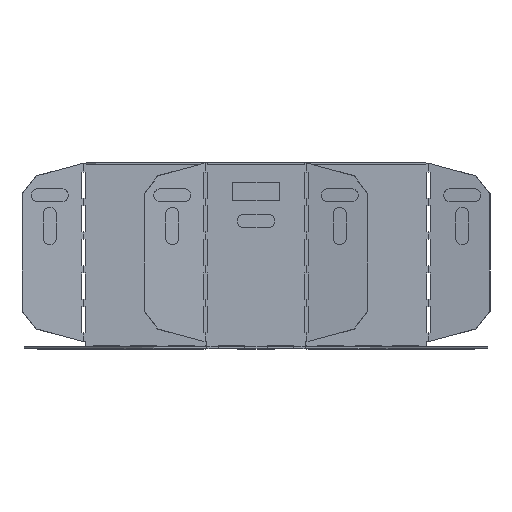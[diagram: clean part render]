
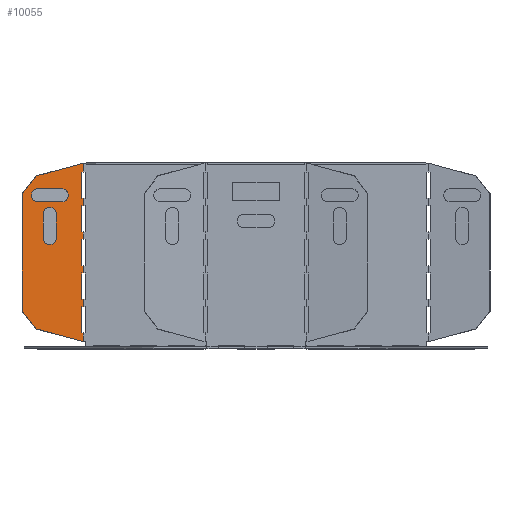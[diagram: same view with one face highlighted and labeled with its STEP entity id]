
A CAD part, front view. The second image highlights one B-rep face of the part: STEP entity #10055.
In plain terms, the highlighted planar face has unit normal (0.131, -0.991, 0).
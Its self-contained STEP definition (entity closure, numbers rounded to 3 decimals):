
#389=FACE_OUTER_BOUND('',#799,.T.);
#799=EDGE_LOOP('',(#7955,#7956,#7957,#7958,#7959,#7960,#7961,#7962,#7963,
#7964,#7965,#7966,#7967,#7968,#7969,#7970,#7971,#7972,#7973,#7974,#7975,
#7976,#7977,#7978,#7979,#7980,#7981,#7982));
#1622=LINE('',#15056,#3042);
#1625=LINE('',#15061,#3045);
#1629=LINE('',#15069,#3049);
#1633=LINE('',#15077,#3053);
#1637=LINE('',#15085,#3057);
#1641=LINE('',#15093,#3061);
#1881=LINE('',#15549,#3301);
#1887=LINE('',#15559,#3307);
#1888=LINE('',#15562,#3308);
#1895=LINE('',#15573,#3315);
#1896=LINE('',#15576,#3316);
#1900=LINE('',#15583,#3320);
#1904=LINE('',#15590,#3324);
#1910=LINE('',#15600,#3330);
#1911=LINE('',#15604,#3331);
#1912=LINE('',#15606,#3332);
#1913=LINE('',#15608,#3333);
#1914=LINE('',#15609,#3334);
#1915=LINE('',#15610,#3335);
#1916=LINE('',#15611,#3336);
#1917=LINE('',#15613,#3337);
#1918=LINE('',#15614,#3338);
#1919=LINE('',#15616,#3339);
#1920=LINE('',#15617,#3340);
#1921=LINE('',#15619,#3341);
#1922=LINE('',#15621,#3342);
#1923=LINE('',#15622,#3343);
#1924=LINE('',#15623,#3344);
#3042=VECTOR('',#12159,1.);
#3045=VECTOR('',#12162,1.);
#3049=VECTOR('',#12166,1.);
#3053=VECTOR('',#12170,1.);
#3057=VECTOR('',#12174,1.);
#3061=VECTOR('',#12178,1.);
#3301=VECTOR('',#12484,1.);
#3307=VECTOR('',#12492,1.);
#3308=VECTOR('',#12495,1.);
#3315=VECTOR('',#12504,1.);
#3316=VECTOR('',#12507,1.);
#3320=VECTOR('',#12513,1.);
#3324=VECTOR('',#12519,1.);
#3330=VECTOR('',#12527,1.);
#3331=VECTOR('',#12530,1.);
#3332=VECTOR('',#12531,1.);
#3333=VECTOR('',#12532,1.);
#3334=VECTOR('',#12533,1.);
#3335=VECTOR('',#12534,1.);
#3336=VECTOR('',#12535,1.);
#3337=VECTOR('',#12536,1.);
#3338=VECTOR('',#12537,1.);
#3339=VECTOR('',#12538,1.);
#3340=VECTOR('',#12539,1.);
#3341=VECTOR('',#12540,1.);
#3342=VECTOR('',#12541,1.);
#3343=VECTOR('',#12542,1.);
#3344=VECTOR('',#12543,1.);
#4559=VERTEX_POINT('',#15053);
#4560=VERTEX_POINT('',#15055);
#4561=VERTEX_POINT('',#15058);
#4562=VERTEX_POINT('',#15060);
#4565=VERTEX_POINT('',#15066);
#4566=VERTEX_POINT('',#15068);
#4569=VERTEX_POINT('',#15074);
#4570=VERTEX_POINT('',#15076);
#4573=VERTEX_POINT('',#15082);
#4574=VERTEX_POINT('',#15084);
#4577=VERTEX_POINT('',#15090);
#4578=VERTEX_POINT('',#15092);
#4761=VERTEX_POINT('',#15548);
#4764=VERTEX_POINT('',#15557);
#4765=VERTEX_POINT('',#15561);
#4768=VERTEX_POINT('',#15571);
#4769=VERTEX_POINT('',#15575);
#4771=VERTEX_POINT('',#15582);
#4773=VERTEX_POINT('',#15589);
#4776=VERTEX_POINT('',#15598);
#4777=VERTEX_POINT('',#15602);
#4778=VERTEX_POINT('',#15603);
#4779=VERTEX_POINT('',#15605);
#4780=VERTEX_POINT('',#15607);
#4781=VERTEX_POINT('',#15612);
#4782=VERTEX_POINT('',#15615);
#4783=VERTEX_POINT('',#15618);
#4784=VERTEX_POINT('',#15620);
#5932=EDGE_CURVE('',#4559,#4560,#1622,.T.);
#5935=EDGE_CURVE('',#4561,#4562,#1625,.T.);
#5939=EDGE_CURVE('',#4565,#4566,#1629,.T.);
#5943=EDGE_CURVE('',#4569,#4570,#1633,.T.);
#5947=EDGE_CURVE('',#4573,#4574,#1637,.T.);
#5951=EDGE_CURVE('',#4577,#4578,#1641,.T.);
#6191=EDGE_CURVE('',#4578,#4761,#1881,.T.);
#6197=EDGE_CURVE('',#4577,#4764,#1887,.T.);
#6198=EDGE_CURVE('',#4765,#4574,#1888,.T.);
#6205=EDGE_CURVE('',#4573,#4768,#1895,.T.);
#6206=EDGE_CURVE('',#4769,#4570,#1896,.T.);
#6210=EDGE_CURVE('',#4771,#4566,#1900,.T.);
#6214=EDGE_CURVE('',#4773,#4562,#1904,.T.);
#6220=EDGE_CURVE('',#4776,#4559,#1910,.T.);
#6221=EDGE_CURVE('',#4777,#4778,#1911,.T.);
#6222=EDGE_CURVE('',#4778,#4779,#1912,.T.);
#6223=EDGE_CURVE('',#4779,#4780,#1913,.T.);
#6224=EDGE_CURVE('',#4780,#4761,#1914,.T.);
#6225=EDGE_CURVE('',#4765,#4764,#1915,.T.);
#6226=EDGE_CURVE('',#4769,#4768,#1916,.T.);
#6227=EDGE_CURVE('',#4569,#4781,#1917,.T.);
#6228=EDGE_CURVE('',#4771,#4781,#1918,.T.);
#6229=EDGE_CURVE('',#4565,#4782,#1919,.T.);
#6230=EDGE_CURVE('',#4773,#4782,#1920,.T.);
#6231=EDGE_CURVE('',#4561,#4783,#1921,.T.);
#6232=EDGE_CURVE('',#4784,#4783,#1922,.T.);
#6233=EDGE_CURVE('',#4784,#4560,#1923,.T.);
#6234=EDGE_CURVE('',#4776,#4777,#1924,.T.);
#7955=ORIENTED_EDGE('',*,*,#6221,.T.);
#7956=ORIENTED_EDGE('',*,*,#6222,.T.);
#7957=ORIENTED_EDGE('',*,*,#6223,.T.);
#7958=ORIENTED_EDGE('',*,*,#6224,.T.);
#7959=ORIENTED_EDGE('',*,*,#6191,.F.);
#7960=ORIENTED_EDGE('',*,*,#5951,.F.);
#7961=ORIENTED_EDGE('',*,*,#6197,.T.);
#7962=ORIENTED_EDGE('',*,*,#6225,.F.);
#7963=ORIENTED_EDGE('',*,*,#6198,.T.);
#7964=ORIENTED_EDGE('',*,*,#5947,.F.);
#7965=ORIENTED_EDGE('',*,*,#6205,.T.);
#7966=ORIENTED_EDGE('',*,*,#6226,.F.);
#7967=ORIENTED_EDGE('',*,*,#6206,.T.);
#7968=ORIENTED_EDGE('',*,*,#5943,.F.);
#7969=ORIENTED_EDGE('',*,*,#6227,.T.);
#7970=ORIENTED_EDGE('',*,*,#6228,.F.);
#7971=ORIENTED_EDGE('',*,*,#6210,.T.);
#7972=ORIENTED_EDGE('',*,*,#5939,.F.);
#7973=ORIENTED_EDGE('',*,*,#6229,.T.);
#7974=ORIENTED_EDGE('',*,*,#6230,.F.);
#7975=ORIENTED_EDGE('',*,*,#6214,.T.);
#7976=ORIENTED_EDGE('',*,*,#5935,.F.);
#7977=ORIENTED_EDGE('',*,*,#6231,.T.);
#7978=ORIENTED_EDGE('',*,*,#6232,.F.);
#7979=ORIENTED_EDGE('',*,*,#6233,.T.);
#7980=ORIENTED_EDGE('',*,*,#5932,.F.);
#7981=ORIENTED_EDGE('',*,*,#6220,.F.);
#7982=ORIENTED_EDGE('',*,*,#6234,.T.);
#9645=PLANE('',#10996);
#10055=ADVANCED_FACE('',(#389),#9645,.F.);
#10996=AXIS2_PLACEMENT_3D('',#15601,#12528,#12529);
#12159=DIRECTION('',(0.,0.,-1.));
#12162=DIRECTION('',(0.,0.,-1.));
#12166=DIRECTION('',(0.,0.,-1.));
#12170=DIRECTION('',(0.,0.,-1.));
#12174=DIRECTION('',(0.,0.,-1.));
#12178=DIRECTION('',(0.,0.,-1.));
#12484=DIRECTION('',(-0.991,-0.131,0.));
#12492=DIRECTION('',(-0.991,-0.131,0.));
#12495=DIRECTION('',(0.991,0.131,0.));
#12504=DIRECTION('',(-0.991,-0.131,0.));
#12507=DIRECTION('',(0.991,0.131,0.));
#12513=DIRECTION('',(0.991,0.131,0.));
#12519=DIRECTION('',(0.991,0.131,0.));
#12527=DIRECTION('',(0.991,0.131,0.));
#12528=DIRECTION('center_axis',(-0.131,0.991,0.));
#12529=DIRECTION('ref_axis',(0.,0.,
-1.));
#12530=DIRECTION('',(-0.61,-0.08,-0.788));
#12531=DIRECTION('',(0.,0.,-1.));
#12532=DIRECTION('',(0.61,0.08,-0.788));
#12533=DIRECTION('',(0.958,0.126,-0.259));
#12534=DIRECTION('',(0.,0.,-1.));
#12535=DIRECTION('',(0.,0.,-1.));
#12536=DIRECTION('',(-0.991,-0.131,0.));
#12537=DIRECTION('',(0.,0.,-1.));
#12538=DIRECTION('',(-0.991,-0.131,0.));
#12539=DIRECTION('',(0.,0.,-1.));
#12540=DIRECTION('',(-0.991,-0.131,0.));
#12541=DIRECTION('',(0.,0.,-1.));
#12542=DIRECTION('',(0.991,0.131,0.));
#12543=DIRECTION('',(-0.958,-0.126,-0.259));
#15053=CARTESIAN_POINT('',(7.871,509.45,99.159));
#15055=CARTESIAN_POINT('',(7.871,509.45,94.534));
#15056=CARTESIAN_POINT('',(7.871,509.45,-239.207));
#15058=CARTESIAN_POINT('',(7.871,509.45,80.534));
#15060=CARTESIAN_POINT('',(7.871,509.45,76.534));
#15061=CARTESIAN_POINT('',(7.871,509.45,-239.207));
#15066=CARTESIAN_POINT('',(7.871,509.45,62.534));
#15068=CARTESIAN_POINT('',(7.871,509.45,58.534));
#15069=CARTESIAN_POINT('',(7.871,509.45,-239.207));
#15074=CARTESIAN_POINT('',(7.871,509.45,44.534));
#15076=CARTESIAN_POINT('',(7.871,509.45,40.534));
#15077=CARTESIAN_POINT('',(7.871,509.45,-239.207));
#15082=CARTESIAN_POINT('',(7.871,509.45,26.534));
#15084=CARTESIAN_POINT('',(7.871,509.45,22.534));
#15085=CARTESIAN_POINT('',(7.871,509.45,-239.207));
#15090=CARTESIAN_POINT('',(7.871,509.45,8.534));
#15092=CARTESIAN_POINT('',(7.871,509.45,3.909));
#15093=CARTESIAN_POINT('',(7.871,509.45,-239.207));
#15548=CARTESIAN_POINT('',(7.532,509.405,3.909));
#15549=CARTESIAN_POINT('',(7.669,509.423,3.909));
#15557=CARTESIAN_POINT('',(6.901,509.322,8.534));
#15559=CARTESIAN_POINT('',(7.354,509.382,8.534));
#15561=CARTESIAN_POINT('',(6.901,509.322,22.534));
#15562=CARTESIAN_POINT('',(7.354,509.382,22.534));
#15571=CARTESIAN_POINT('',(6.901,509.322,26.534));
#15573=CARTESIAN_POINT('',(7.354,509.382,26.534));
#15575=CARTESIAN_POINT('',(6.901,509.322,40.534));
#15576=CARTESIAN_POINT('',(7.354,509.382,40.534));
#15582=CARTESIAN_POINT('',(6.901,509.322,58.534));
#15583=CARTESIAN_POINT('',(7.354,509.382,58.534));
#15589=CARTESIAN_POINT('',(6.901,509.322,76.534));
#15590=CARTESIAN_POINT('',(7.354,509.382,76.534));
#15598=CARTESIAN_POINT('',(7.532,509.405,99.159));
#15600=CARTESIAN_POINT('',(7.669,509.423,99.159));
#15601=CARTESIAN_POINT('Origin',(99.502,521.513,-239.207));
#15602=CARTESIAN_POINT('',(-17.501,506.11,92.394));
#15603=CARTESIAN_POINT('',(-24.825,505.145,82.938));
#15604=CARTESIAN_POINT('',(-21.163,505.627,87.666));
#15605=CARTESIAN_POINT('',(-24.825,505.145,20.131));
#15606=CARTESIAN_POINT('',(-24.825,505.145,51.534));
#15607=CARTESIAN_POINT('',(-17.501,506.11,10.675));
#15608=CARTESIAN_POINT('',(-21.163,505.627,15.403));
#15609=CARTESIAN_POINT('',(-4.984,507.757,7.292));
#15610=CARTESIAN_POINT('',(6.901,509.322,15.534));
#15611=CARTESIAN_POINT('',(6.901,509.322,33.534));
#15612=CARTESIAN_POINT('',(6.901,509.322,44.534));
#15613=CARTESIAN_POINT('',(7.354,509.382,44.534));
#15614=CARTESIAN_POINT('',(6.901,509.322,51.534));
#15615=CARTESIAN_POINT('',(6.901,509.322,62.534));
#15616=CARTESIAN_POINT('',(7.354,509.382,62.534));
#15617=CARTESIAN_POINT('',(6.901,509.322,69.534));
#15618=CARTESIAN_POINT('',(6.901,509.322,80.534));
#15619=CARTESIAN_POINT('',(7.354,509.382,80.534));
#15620=CARTESIAN_POINT('',(6.901,509.322,94.534));
#15621=CARTESIAN_POINT('',(6.901,509.322,87.534));
#15622=CARTESIAN_POINT('',(7.354,509.382,94.534));
#15623=CARTESIAN_POINT('',(-4.984,507.757,95.776));
